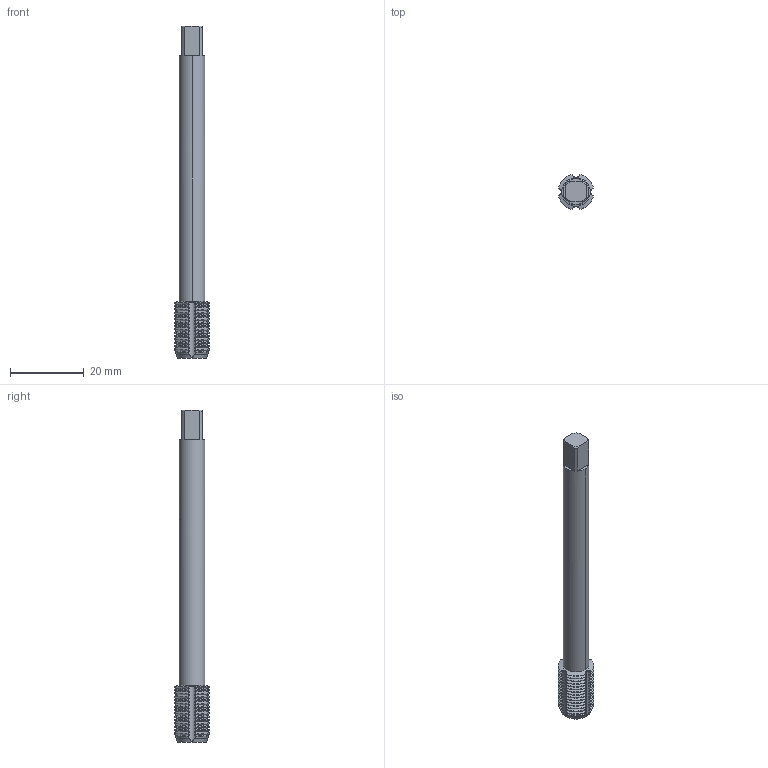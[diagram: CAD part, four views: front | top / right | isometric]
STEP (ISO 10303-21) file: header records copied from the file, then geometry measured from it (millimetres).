
FILE_DESCRIPTION(('no description'),'unknown implementation level');
FILE_NAME('solidAFJWxbLaPvZA0Gd5LTwzD_t2YA4_1.STP',' ',('CIM GmbH Aachen'),('CADClick - KiM GmbH - www.kimweb.de'),'unknown preprocess','ACIS','unknown authorization');
FILE_SCHEMA(('automotive_design'));
Length unit declared in the file: millimetre
Products named in the file (2): 1; 2
Bounding box: 9.49 x 9.49 x 90 mm (x, y, z)
Volume: 3749.9 mm3; surface area: 3198.3 mm2
Topology: 2 solids, 2 shells, 311 faces, 911 edges, 604 vertices
Faces by surface type: cone 144, cylinder 142, plane 17, torus 8
Entity records: 22372 total; most frequent: CARTESIAN_POINT 4285, STYLED_ITEM 1828, PRESENTATION_STYLE_ASSIGNMENT 1828, COLOUR_RGB 1828, ORIENTED_EDGE 1822, DIRECTION 1557, EDGE_CURVE 911, CURVE_STYLE 911
